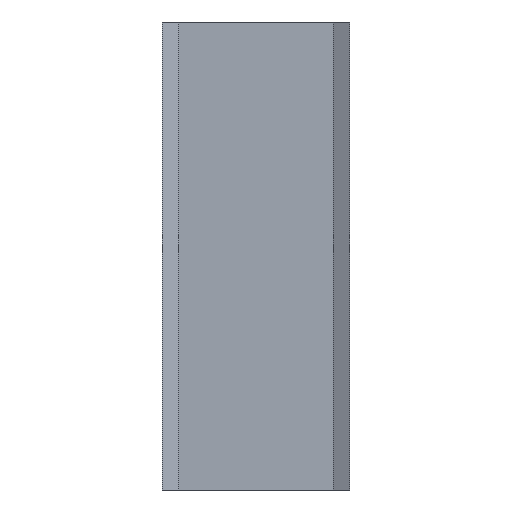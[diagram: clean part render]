
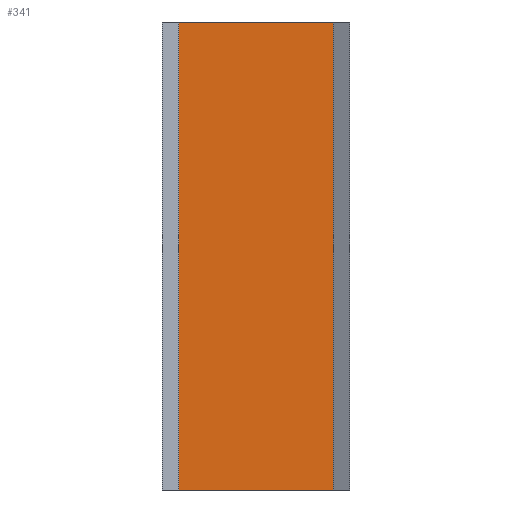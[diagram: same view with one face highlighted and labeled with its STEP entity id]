
A CAD part, front view. The second image highlights one B-rep face of the part: STEP entity #341.
In plain terms, the highlighted planar face has unit normal (0, -1, 0).
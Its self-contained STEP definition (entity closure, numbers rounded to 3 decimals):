
#1 = LINE ( 'NONE', #69, #193 ) ;
#11 = LINE ( 'NONE', #303, #77 ) ;
#16 = EDGE_CURVE ( 'NONE', #92, #306, #123, .T. ) ;
#26 = DIRECTION ( 'NONE',  ( 1., 0., 0. ) ) ;
#69 = CARTESIAN_POINT ( 'NONE',  ( -18.5, 38.5, -100. ) ) ;
#77 = VECTOR ( 'NONE', #437, 1000. ) ;
#81 = ORIENTED_EDGE ( 'NONE', *, *, #167, .F. ) ;
#92 = VERTEX_POINT ( 'NONE', #431 ) ;
#123 = LINE ( 'NONE', #271, #452 ) ;
#125 = EDGE_CURVE ( 'NONE', #306, #175, #11, .T. ) ;
#131 = PLANE ( 'NONE',  #235 ) ;
#165 = ORIENTED_EDGE ( 'NONE', *, *, #125, .T. ) ;
#167 = EDGE_CURVE ( 'NONE', #267, #175, #359, .T. ) ;
#175 = VERTEX_POINT ( 'NONE', #353 ) ;
#193 = VECTOR ( 'NONE', #421, 1000. ) ;
#207 = VECTOR ( 'NONE', #26, 1000. ) ;
#235 = AXIS2_PLACEMENT_3D ( 'NONE', #275, #245, #347 ) ;
#245 = DIRECTION ( 'NONE',  ( 0., -1., 0. ) ) ;
#267 = VERTEX_POINT ( 'NONE', #284 ) ;
#271 = CARTESIAN_POINT ( 'NONE',  ( -18.5, 38.5, -100. ) ) ;
#275 = CARTESIAN_POINT ( 'NONE',  ( -18.5, 38.5, -100. ) ) ;
#284 = CARTESIAN_POINT ( 'NONE',  ( -18.5, 38.5, 0. ) ) ;
#295 = ORIENTED_EDGE ( 'NONE', *, *, #16, .T. ) ;
#302 = ORIENTED_EDGE ( 'NONE', *, *, #463, .F. ) ;
#303 = CARTESIAN_POINT ( 'NONE',  ( 18.5, 38.5, -100. ) ) ;
#306 = VERTEX_POINT ( 'NONE', #410 ) ;
#308 = EDGE_LOOP ( 'NONE', ( #81, #302, #295, #165 ) ) ;
#341 = ADVANCED_FACE ( 'NONE', ( #389 ), #131, .T. ) ;
#347 = DIRECTION ( 'NONE',  ( 0., 0., -1. ) ) ;
#353 = CARTESIAN_POINT ( 'NONE',  ( 18.5, 38.5, 0. ) ) ;
#359 = LINE ( 'NONE', #416, #207 ) ;
#389 = FACE_OUTER_BOUND ( 'NONE', #308, .T. ) ;
#404 = DIRECTION ( 'NONE',  ( 1., 0., 0. ) ) ;
#410 = CARTESIAN_POINT ( 'NONE',  ( 18.5, 38.5, -100. ) ) ;
#416 = CARTESIAN_POINT ( 'NONE',  ( -18.5, 38.5, 0. ) ) ;
#421 = DIRECTION ( 'NONE',  ( 0., 0., 1. ) ) ;
#431 = CARTESIAN_POINT ( 'NONE',  ( -18.5, 38.5, -100. ) ) ;
#437 = DIRECTION ( 'NONE',  ( 0., 0., 1. ) ) ;
#452 = VECTOR ( 'NONE', #404, 1000. ) ;
#463 = EDGE_CURVE ( 'NONE', #92, #267, #1, .T. ) ;
